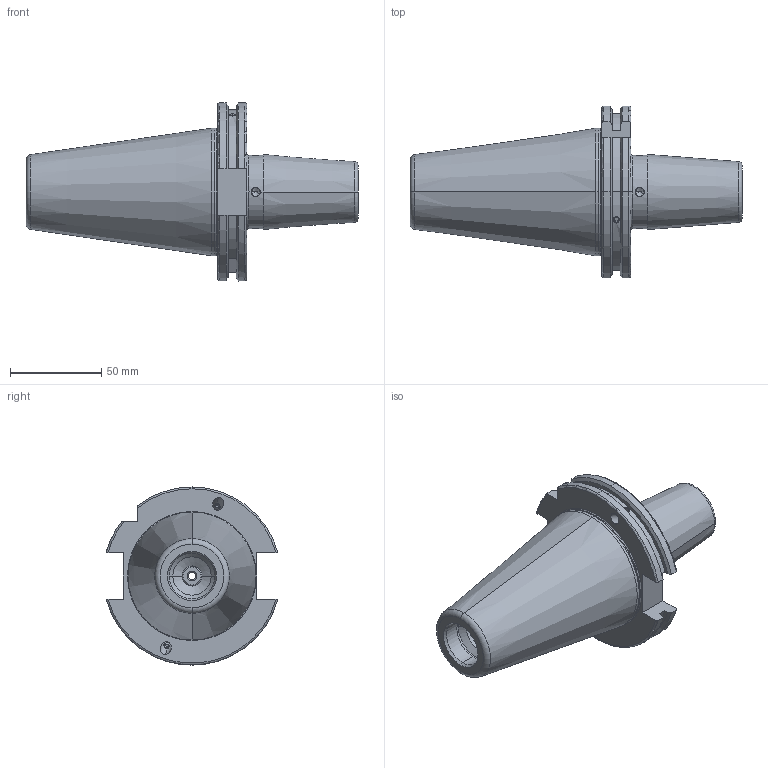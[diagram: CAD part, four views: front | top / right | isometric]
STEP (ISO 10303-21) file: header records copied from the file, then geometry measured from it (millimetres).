
FILE_DESCRIPTION (( 'STEP AP203' ), '1' );
FILE_NAME ('F1S509H-SFC18080.STEP', '2023-12-28T04:26:20', ( '' ), ( '' ), 'SwSTEP 2.0', 'SolidWorks 2023', '' );
FILE_SCHEMA (( 'CONFIG_CONTROL_DESIGN' ));
Length unit declared in the file: millimetre
Products named in the file (5): GS-M4X4_DIN 913 - M4 x 4-N; F1S509H-SFC18080; SCWM12X1-10; SK50SFC18080FWW
Assembly tree (5 placements, depth 3):
  F1S509H-SFC18080
    SK50SFC18080FWW
      SK50SFC18080FWW
      GS-M4X4_DIN 913 - M4 x 4-N  x2
      SCWM12X1-10
Bounding box: 181.75 x 94.05 x 97.5 mm (x, y, z)
Volume: 385924.7 mm3; surface area: 54944.7 mm2
Topology: 4 solids, 4 shells, 242 faces, 613 edges, 381 vertices
Faces by surface type: cone 92, cylinder 77, plane 53, torus 20
Entity records: 7061 total; most frequent: CARTESIAN_POINT 1790, DIRECTION 1044, ORIENTED_EDGE 970, EDGE_CURVE 485, AXIS2_PLACEMENT_3D 417, VERTEX_POINT 305, EDGE_LOOP 216, CIRCLE 213
